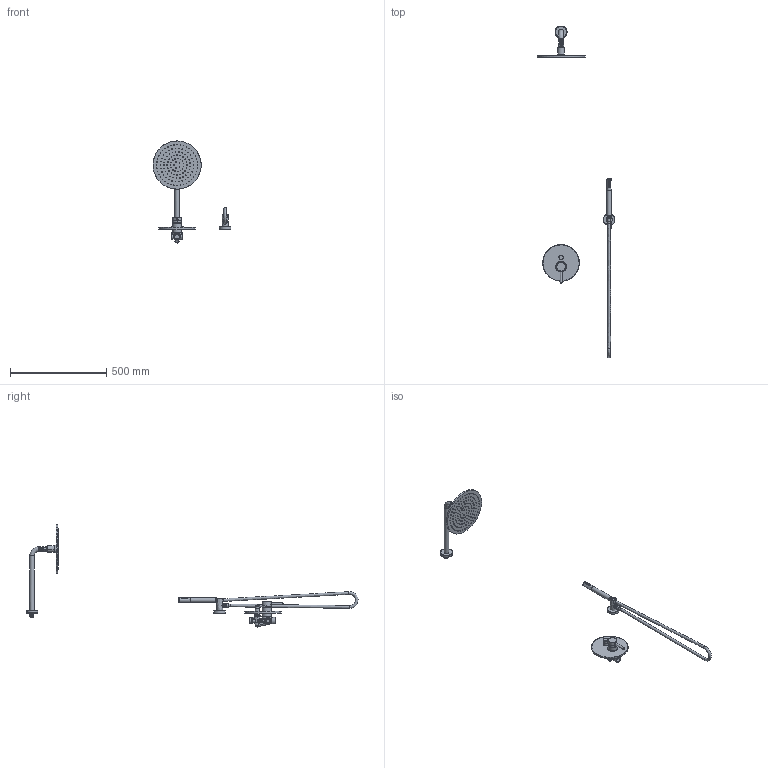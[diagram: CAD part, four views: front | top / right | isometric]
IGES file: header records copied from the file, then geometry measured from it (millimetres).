
Global section: file name: b7ca646c-deeb-4237-8ee6-cb767188652a; native system: unknown; preprocessor: unknown; author: unknown; organization: unknown; date: 20200916.150537; units: millimetre
Bounding box: 405 x 1725.3 x 530.07 mm (x, y, z)
Volume: 1235684.8 mm3; surface area: 414087.3 mm2
Topology: 160 solids, 160 shells, 1100 faces, 2374 edges, 1605 vertices
Faces by surface type: bspline 1100
